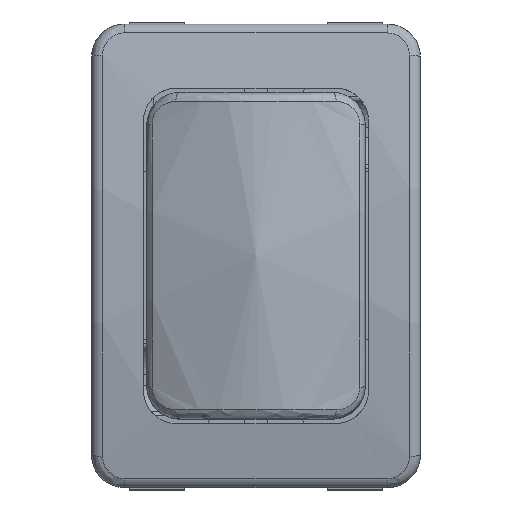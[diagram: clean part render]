
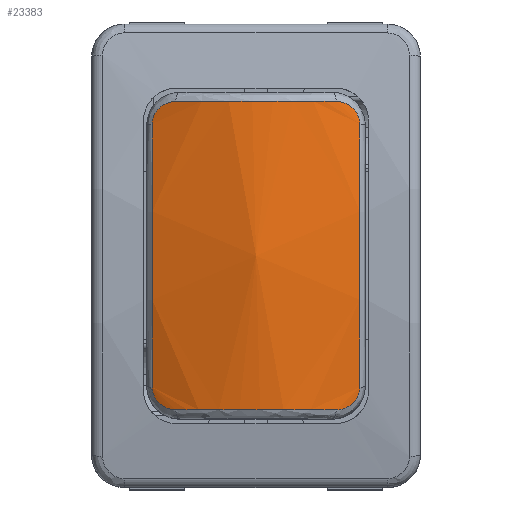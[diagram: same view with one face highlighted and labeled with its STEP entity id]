
A CAD part, top view. The second image highlights one B-rep face of the part: STEP entity #23383.
In plain terms, the highlighted free-form (B-spline) face has degree [2, 2] with [3, 9] control points.
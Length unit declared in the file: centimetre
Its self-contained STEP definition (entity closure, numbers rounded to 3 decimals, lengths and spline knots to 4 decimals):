
#42=(
BOUNDED_SURFACE()
B_SPLINE_SURFACE(2,2,((#32550,#32551,#32552,#32553,#32554,#32555,#32556,
#32557,#32558),(#32559,#32560,#32561,#32562,#32563,#32564,#32565,#32566,
#32567),(#32568,#32569,#32570,#32571,#32572,#32573,#32574,#32575,#32576)),
 .UNSPECIFIED.,.F.,.T.,.F.)
B_SPLINE_SURFACE_WITH_KNOTS((3,3),(3,2,2,2,3),(2.0391,3.1416),
(0.,1.5708,3.1416,4.7124,6.2832),
 .UNSPECIFIED.)
GEOMETRIC_REPRESENTATION_ITEM()
RATIONAL_B_SPLINE_SURFACE(((1.,0.707,1.,0.707,1.,
0.707,1.,0.707,1.),(0.852,0.602,
0.852,0.602,0.852,0.602,
0.852,0.602,0.852),(1.,0.707,
1.,0.707,1.,0.707,1.,0.707,1.)))
REPRESENTATION_ITEM('')
SURFACE()
);
#310=B_SPLINE_CURVE_WITH_KNOTS('',3,(#32255,#32256,#32257,#32258,#32259,
#32260),.UNSPECIFIED.,.F.,.F.,(4,1,1,4),(-0.1621,-0.0926,
-0.0463,0.),.UNSPECIFIED.);
#312=B_SPLINE_CURVE_WITH_KNOTS('',3,(#32294,#32295,#32296,#32297,#32298),
 .UNSPECIFIED.,.F.,.F.,(4,1,4),(-0.7061,-0.4035,0.),
 .UNSPECIFIED.);
#314=B_SPLINE_CURVE_WITH_KNOTS('',3,(#32326,#32327,#32328,#32329),
 .UNSPECIFIED.,.F.,.F.,(4,4),(-1.18,0.),.UNSPECIFIED.);
#316=B_SPLINE_CURVE_WITH_KNOTS('',3,(#32369,#32370,#32371,#32372,#32373,
#32374),.UNSPECIFIED.,.F.,.F.,(4,1,1,4),(-0.162,-0.1157,
-0.0694,0.),.UNSPECIFIED.);
#318=B_SPLINE_CURVE_WITH_KNOTS('',3,(#32414,#32415,#32416,#32417,#32418,
#32419),.UNSPECIFIED.,.F.,.F.,(4,1,1,4),(-0.1621,-0.1274,
-0.0926,0.),.UNSPECIFIED.);
#320=B_SPLINE_CURVE_WITH_KNOTS('',3,(#32447,#32448,#32449,#32450),
 .UNSPECIFIED.,.F.,.F.,(4,4),(-1.18,0.),.UNSPECIFIED.);
#322=B_SPLINE_CURVE_WITH_KNOTS('',3,(#32484,#32485,#32486,#32487,#32488),
 .UNSPECIFIED.,.F.,.F.,(4,1,4),(-0.7061,-0.4035,0.),
 .UNSPECIFIED.);
#324=B_SPLINE_CURVE_WITH_KNOTS('',3,(#32525,#32526,#32527,#32528,#32529,
#32530),.UNSPECIFIED.,.F.,.F.,(4,1,1,4),(-0.162,-0.0926,
-0.0463,0.),.UNSPECIFIED.);
#1134=FACE_OUTER_BOUND('',#2381,.T.);
#2381=EDGE_LOOP('',(#15924,#15925,#15926,#15927,#15928,#15929,#15930,#15931));
#9725=VERTEX_POINT('',#32243);
#9728=VERTEX_POINT('',#32253);
#9730=VERTEX_POINT('',#32292);
#9731=VERTEX_POINT('',#32319);
#9734=VERTEX_POINT('',#32367);
#9735=VERTEX_POINT('',#32405);
#9738=VERTEX_POINT('',#32445);
#9739=VERTEX_POINT('',#32476);
#12135=EDGE_CURVE('',#9728,#9725,#310,.T.);
#12138=EDGE_CURVE('',#9730,#9728,#312,.T.);
#12141=EDGE_CURVE('',#9725,#9731,#314,.T.);
#12144=EDGE_CURVE('',#9734,#9730,#316,.T.);
#12147=EDGE_CURVE('',#9731,#9735,#318,.T.);
#12150=EDGE_CURVE('',#9738,#9734,#320,.T.);
#12153=EDGE_CURVE('',#9735,#9739,#322,.T.);
#12155=EDGE_CURVE('',#9739,#9738,#324,.T.);
#15924=ORIENTED_EDGE('',*,*,#12135,.F.);
#15925=ORIENTED_EDGE('',*,*,#12138,.F.);
#15926=ORIENTED_EDGE('',*,*,#12144,.F.);
#15927=ORIENTED_EDGE('',*,*,#12150,.F.);
#15928=ORIENTED_EDGE('',*,*,#12155,.F.);
#15929=ORIENTED_EDGE('',*,*,#12153,.F.);
#15930=ORIENTED_EDGE('',*,*,#12147,.F.);
#15931=ORIENTED_EDGE('',*,*,#12141,.F.);
#23383=ADVANCED_FACE('',(#1134),#42,.F.);
#32243=CARTESIAN_POINT('',(-0.4699,-0.5967,2.0789));
#32253=CARTESIAN_POINT('',(-0.3643,-0.6982,2.1146));
#32255=CARTESIAN_POINT('Ctrl Pts',(-0.3643,-0.6982,
2.1146));
#32256=CARTESIAN_POINT('Ctrl Pts',(-0.3868,-0.6981,
2.1051));
#32257=CARTESIAN_POINT('Ctrl Pts',(-0.4248,-0.6862,
2.0891));
#32258=CARTESIAN_POINT('Ctrl Pts',(-0.4621,-0.6438,
2.0759));
#32259=CARTESIAN_POINT('Ctrl Pts',(-0.4699,-0.6121,
2.0765));
#32260=CARTESIAN_POINT('Ctrl Pts',(-0.4699,-0.5967,
2.0789));
#32292=CARTESIAN_POINT('',(0.3643,-0.6982,2.1146));
#32294=CARTESIAN_POINT('Ctrl Pts',(0.3643,-0.6982,
2.1146));
#32295=CARTESIAN_POINT('Ctrl Pts',(0.2662,-0.6985,
2.1562));
#32296=CARTESIAN_POINT('Ctrl Pts',(0.0209,-0.6989,
2.2142));
#32297=CARTESIAN_POINT('Ctrl Pts',(-0.2336,-0.6986,
2.17));
#32298=CARTESIAN_POINT('Ctrl Pts',(-0.3643,-0.6982,
2.1146));
#32319=CARTESIAN_POINT('',(-0.4699,0.5967,2.0785));
#32326=CARTESIAN_POINT('Ctrl Pts',(-0.4699,-0.5967,
2.0789));
#32327=CARTESIAN_POINT('Ctrl Pts',(-0.4699,-0.2036,
2.14));
#32328=CARTESIAN_POINT('Ctrl Pts',(-0.4699,0.2037,
2.1399));
#32329=CARTESIAN_POINT('Ctrl Pts',(-0.4699,0.5967,
2.0785));
#32367=CARTESIAN_POINT('',(0.4699,-0.5967,2.0789));
#32369=CARTESIAN_POINT('Ctrl Pts',(0.4699,-0.5967,
2.0789));
#32370=CARTESIAN_POINT('Ctrl Pts',(0.4699,-0.6121,
2.0765));
#32371=CARTESIAN_POINT('Ctrl Pts',(0.4621,-0.6437,
2.076));
#32372=CARTESIAN_POINT('Ctrl Pts',(0.4249,-0.6862,
2.0891));
#32373=CARTESIAN_POINT('Ctrl Pts',(0.3868,-0.6981,
2.1051));
#32374=CARTESIAN_POINT('Ctrl Pts',(0.3643,-0.6982,
2.1146));
#32405=CARTESIAN_POINT('',(-0.3643,0.6982,2.1142));
#32414=CARTESIAN_POINT('Ctrl Pts',(-0.4699,0.5967,
2.0785));
#32415=CARTESIAN_POINT('Ctrl Pts',(-0.4699,0.6083,
2.0767));
#32416=CARTESIAN_POINT('Ctrl Pts',(-0.4656,0.6318,
2.0754));
#32417=CARTESIAN_POINT('Ctrl Pts',(-0.4365,0.6802,
2.0837));
#32418=CARTESIAN_POINT('Ctrl Pts',(-0.3943,0.6981,
2.1015));
#32419=CARTESIAN_POINT('Ctrl Pts',(-0.3643,0.6982,
2.1142));
#32445=CARTESIAN_POINT('',(0.4699,0.5967,2.0785));
#32447=CARTESIAN_POINT('Ctrl Pts',(0.4699,0.5967,
2.0785));
#32448=CARTESIAN_POINT('Ctrl Pts',(0.4699,0.2037,
2.1399));
#32449=CARTESIAN_POINT('Ctrl Pts',(0.4699,-0.2036,
2.14));
#32450=CARTESIAN_POINT('Ctrl Pts',(0.4699,-0.5967,
2.0789));
#32476=CARTESIAN_POINT('',(0.3643,0.6982,2.1142));
#32484=CARTESIAN_POINT('Ctrl Pts',(-0.3643,0.6982,
2.1142));
#32485=CARTESIAN_POINT('Ctrl Pts',(-0.2662,0.6985,
2.1558));
#32486=CARTESIAN_POINT('Ctrl Pts',(-0.0174,0.6989,
2.2139));
#32487=CARTESIAN_POINT('Ctrl Pts',(0.2336,0.6986,
2.1696));
#32488=CARTESIAN_POINT('Ctrl Pts',(0.3643,0.6982,
2.1142));
#32525=CARTESIAN_POINT('Ctrl Pts',(0.3643,0.6982,2.1142));
#32526=CARTESIAN_POINT('Ctrl Pts',(0.3868,0.6981,2.1047));
#32527=CARTESIAN_POINT('Ctrl Pts',(0.4249,0.6862,2.0887));
#32528=CARTESIAN_POINT('Ctrl Pts',(0.4621,0.6437,
2.0756));
#32529=CARTESIAN_POINT('Ctrl Pts',(0.4699,0.6121,2.0761));
#32530=CARTESIAN_POINT('Ctrl Pts',(0.4699,0.5967,
2.0785));
#32550=CARTESIAN_POINT('Ctrl Pts',(-0.495,3.8588,-1.75));
#32551=CARTESIAN_POINT('Ctrl Pts',(-0.495,3.8589,2.11));
#32552=CARTESIAN_POINT('Ctrl Pts',(-0.495,-0.0011,2.11));
#32553=CARTESIAN_POINT('Ctrl Pts',(-0.495,-3.8611,2.11));
#32554=CARTESIAN_POINT('Ctrl Pts',(-0.495,-3.8612,-1.75));
#32555=CARTESIAN_POINT('Ctrl Pts',(-0.495,-3.8612,-5.61));
#32556=CARTESIAN_POINT('Ctrl Pts',(-0.495,-0.0012,-5.61));
#32557=CARTESIAN_POINT('Ctrl Pts',(-0.495,3.8588,-5.61));
#32558=CARTESIAN_POINT('Ctrl Pts',(-0.495,3.8588,-1.75));
#32559=CARTESIAN_POINT('Ctrl Pts',(0.,4.1632,
-1.75));
#32560=CARTESIAN_POINT('Ctrl Pts',(0.,4.1631,
2.4144));
#32561=CARTESIAN_POINT('Ctrl Pts',(0.,-0.0012,
2.4143));
#32562=CARTESIAN_POINT('Ctrl Pts',(0.,-4.1656,
2.4143));
#32563=CARTESIAN_POINT('Ctrl Pts',(0.,-4.1655,
-1.75));
#32564=CARTESIAN_POINT('Ctrl Pts',(0.,-4.1655,
-5.9144));
#32565=CARTESIAN_POINT('Ctrl Pts',(0.,-0.0011,
-5.9143));
#32566=CARTESIAN_POINT('Ctrl Pts',(0.,4.1632,
-5.9143));
#32567=CARTESIAN_POINT('Ctrl Pts',(0.,4.1632,
-1.75));
#32568=CARTESIAN_POINT('Ctrl Pts',(0.495,3.8588,-1.75));
#32569=CARTESIAN_POINT('Ctrl Pts',(0.495,3.8589,2.11));
#32570=CARTESIAN_POINT('Ctrl Pts',(0.495,-0.0011,2.11));
#32571=CARTESIAN_POINT('Ctrl Pts',(0.495,-3.8611,2.11));
#32572=CARTESIAN_POINT('Ctrl Pts',(0.495,-3.8612,-1.75));
#32573=CARTESIAN_POINT('Ctrl Pts',(0.495,-3.8612,-5.61));
#32574=CARTESIAN_POINT('Ctrl Pts',(0.495,-0.0012,-5.61));
#32575=CARTESIAN_POINT('Ctrl Pts',(0.495,3.8588,-5.61));
#32576=CARTESIAN_POINT('Ctrl Pts',(0.495,3.8588,-1.75));
